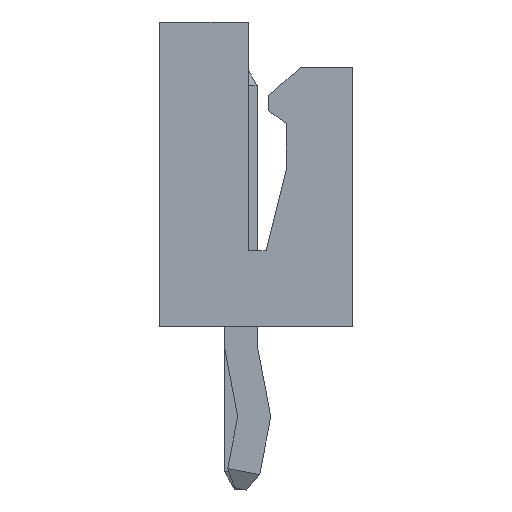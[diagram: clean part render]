
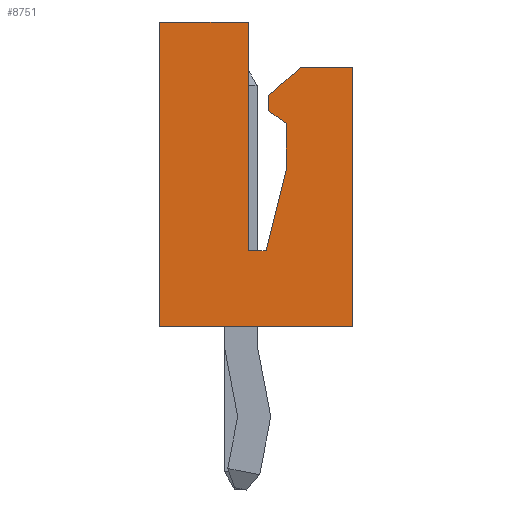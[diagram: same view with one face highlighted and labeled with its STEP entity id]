
A CAD part, left-side view. The second image highlights one B-rep face of the part: STEP entity #8751.
In plain terms, the highlighted planar face has unit normal (-1, 0, 0).
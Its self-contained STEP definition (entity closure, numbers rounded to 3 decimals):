
#584=ORIENTED_EDGE('',*,*,#2135,.F.);
#585=ORIENTED_EDGE('',*,*,#2132,.T.);
#586=ORIENTED_EDGE('',*,*,#2136,.F.);
#587=ORIENTED_EDGE('',*,*,#2082,.F.);
#588=ORIENTED_EDGE('',*,*,#2126,.T.);
#589=ORIENTED_EDGE('',*,*,#2137,.F.);
#590=ORIENTED_EDGE('',*,*,#2138,.F.);
#591=ORIENTED_EDGE('',*,*,#2139,.F.);
#592=ORIENTED_EDGE('',*,*,#2140,.F.);
#593=ORIENTED_EDGE('',*,*,#2141,.F.);
#594=ORIENTED_EDGE('',*,*,#2142,.F.);
#595=ORIENTED_EDGE('',*,*,#2143,.F.);
#2082=EDGE_CURVE('',#2866,#2867,#3506,.T.);
#2126=EDGE_CURVE('',#2866,#2909,#3550,.T.);
#2132=EDGE_CURVE('',#2916,#2915,#3556,.T.);
#2135=EDGE_CURVE('',#2916,#2918,#3559,.T.);
#2136=EDGE_CURVE('',#2867,#2915,#3560,.T.);
#2137=EDGE_CURVE('',#2919,#2909,#3561,.T.);
#2138=EDGE_CURVE('',#2920,#2919,#3562,.T.);
#2139=EDGE_CURVE('',#2921,#2920,#3563,.T.);
#2140=EDGE_CURVE('',#2922,#2921,#3564,.T.);
#2141=EDGE_CURVE('',#2923,#2922,#3565,.T.);
#2142=EDGE_CURVE('',#2924,#2923,#3566,.T.);
#2143=EDGE_CURVE('',#2918,#2924,#3567,.T.);
#2866=VERTEX_POINT('',#11564);
#2867=VERTEX_POINT('',#11566);
#2909=VERTEX_POINT('',#11652);
#2915=VERTEX_POINT('',#11665);
#2916=VERTEX_POINT('',#11667);
#2918=VERTEX_POINT('',#11673);
#2919=VERTEX_POINT('',#11676);
#2920=VERTEX_POINT('',#11678);
#2921=VERTEX_POINT('',#11680);
#2922=VERTEX_POINT('',#11682);
#2923=VERTEX_POINT('',#11684);
#2924=VERTEX_POINT('',#11686);
#3506=LINE('',#11565,#4370);
#3550=LINE('',#11653,#4414);
#3556=LINE('',#11666,#4420);
#3559=LINE('',#11672,#4423);
#3560=LINE('',#11674,#4424);
#3561=LINE('',#11675,#4425);
#3562=LINE('',#11677,#4426);
#3563=LINE('',#11679,#4427);
#3564=LINE('',#11681,#4428);
#3565=LINE('',#11683,#4429);
#3566=LINE('',#11685,#4430);
#3567=LINE('',#11687,#4431);
#4370=VECTOR('',#9898,1000.);
#4414=VECTOR('',#9944,1000.);
#4420=VECTOR('',#9952,1000.);
#4423=VECTOR('',#9957,1000.);
#4424=VECTOR('',#9958,1000.);
#4425=VECTOR('',#9959,1000.);
#4426=VECTOR('',#9960,1000.);
#4427=VECTOR('',#9961,1000.);
#4428=VECTOR('',#9962,1000.);
#4429=VECTOR('',#9963,1000.);
#4430=VECTOR('',#9964,1000.);
#4431=VECTOR('',#9965,1000.);
#5097=EDGE_LOOP('',(#584,#585,#586,#587,#588,#589,#590,#591,#592,#593,#594,
#595));
#5479=FACE_BOUND('',#5097,.T.);
#5853=PLANE('',#9146);
#8751=ADVANCED_FACE('',(#5479),#5853,.T.);
#9146=AXIS2_PLACEMENT_3D('',#11671,#9955,#9956);
#9898=DIRECTION('',(0.,1.,0.));
#9944=DIRECTION('',(0.,0.,1.));
#9952=DIRECTION('',(0.,1.,0.));
#9955=DIRECTION('',(-1.,0.,0.));
#9956=DIRECTION('',(0.,0.,1.));
#9957=DIRECTION('',(0.,0.,-1.));
#9958=DIRECTION('',(0.,0.,1.));
#9959=DIRECTION('',(0.,-1.,0.));
#9960=DIRECTION('',(0.,-0.748,0.664));
#9961=DIRECTION('',(0.,0.,1.));
#9962=DIRECTION('',(0.,0.814,0.581));
#9963=DIRECTION('',(0.,0.,1.));
#9964=DIRECTION('',(0.,-0.243,0.97));
#9965=DIRECTION('',(0.,-1.,0.));
#11564=CARTESIAN_POINT('',(-13.75,-1.9,-3.));
#11565=CARTESIAN_POINT('',(-13.75,-1.9,-3.));
#11566=CARTESIAN_POINT('',(-13.75,1.9,-3.));
#11652=CARTESIAN_POINT('',(-13.75,-1.9,2.1));
#11653=CARTESIAN_POINT('',(-13.75,-1.9,-3.));
#11665=CARTESIAN_POINT('',(-13.75,1.9,3.));
#11666=CARTESIAN_POINT('',(-13.75,-1.9,3.));
#11667=CARTESIAN_POINT('',(-13.75,0.15,3.));
#11671=CARTESIAN_POINT('',(-13.75,-1.9,-3.));
#11672=CARTESIAN_POINT('',(-13.75,0.15,-1.5));
#11673=CARTESIAN_POINT('',(-13.75,0.15,-1.5));
#11674=CARTESIAN_POINT('',(-13.75,1.9,-3.));
#11675=CARTESIAN_POINT('',(-13.75,-0.87,2.1));
#11676=CARTESIAN_POINT('',(-13.75,-0.87,2.1));
#11677=CARTESIAN_POINT('',(-13.75,-0.25,1.55));
#11678=CARTESIAN_POINT('',(-13.75,-0.25,1.55));
#11679=CARTESIAN_POINT('',(-13.75,-0.25,1.55));
#11680=CARTESIAN_POINT('',(-13.75,-0.25,1.25));
#11681=CARTESIAN_POINT('',(-13.75,-0.25,1.25));
#11682=CARTESIAN_POINT('',(-13.75,-0.6,1.));
#11683=CARTESIAN_POINT('',(-13.75,-0.6,1.));
#11684=CARTESIAN_POINT('',(-13.75,-0.6,0.1));
#11685=CARTESIAN_POINT('',(-13.75,-0.2,-1.5));
#11686=CARTESIAN_POINT('',(-13.75,-0.2,-1.5));
#11687=CARTESIAN_POINT('',(-13.75,0.15,-1.5));
